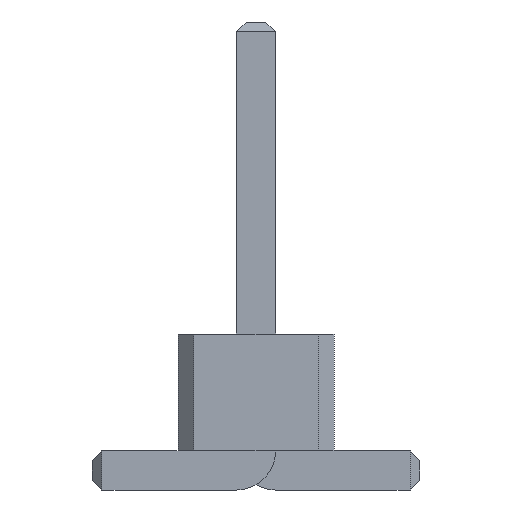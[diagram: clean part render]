
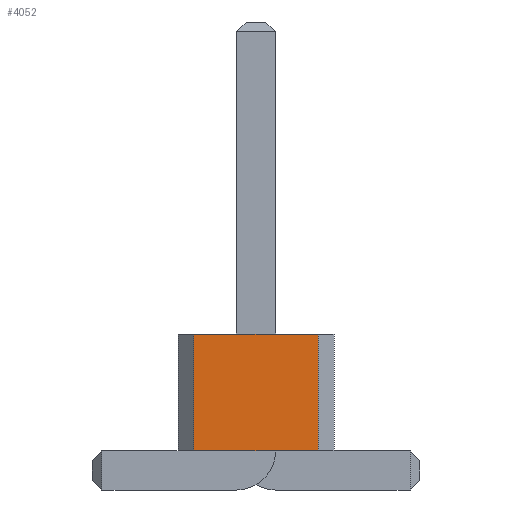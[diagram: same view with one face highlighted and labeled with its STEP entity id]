
A CAD part, front view. The second image highlights one B-rep face of the part: STEP entity #4052.
In plain terms, the highlighted planar face has unit normal (0, -1, 0).
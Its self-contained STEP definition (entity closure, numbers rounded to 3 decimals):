
#790 = VERTEX_POINT('',#791);
#791 = CARTESIAN_POINT('',(0.8,-14.,0.5));
#797 = EDGE_CURVE('',#798,#790,#800,.T.);
#798 = VERTEX_POINT('',#799);
#799 = CARTESIAN_POINT('',(-0.8,-14.,0.5));
#800 = LINE('',#801,#802);
#801 = CARTESIAN_POINT('',(-0.8,-14.,0.5));
#802 = VECTOR('',#803,1.);
#803 = DIRECTION('',(1.,0.,0.));
#1799 = VERTEX_POINT('',#1800);
#1800 = CARTESIAN_POINT('',(0.8,-14.,2.));
#1806 = EDGE_CURVE('',#1807,#1799,#1809,.T.);
#1807 = VERTEX_POINT('',#1808);
#1808 = CARTESIAN_POINT('',(-0.8,-14.,2.));
#1809 = LINE('',#1810,#1811);
#1810 = CARTESIAN_POINT('',(-0.8,-14.,2.));
#1811 = VECTOR('',#1812,1.);
#1812 = DIRECTION('',(1.,0.,0.));
#4041 = EDGE_CURVE('',#798,#1807,#4042,.T.);
#4042 = LINE('',#4043,#4044);
#4043 = CARTESIAN_POINT('',(-0.8,-14.,0.5));
#4044 = VECTOR('',#4045,1.);
#4045 = DIRECTION('',(0.,0.,1.));
#4052 = ADVANCED_FACE('',(#4053),#4064,.F.);
#4053 = FACE_BOUND('',#4054,.F.);
#4054 = EDGE_LOOP('',(#4055,#4056,#4057,#4063));
#4055 = ORIENTED_EDGE('',*,*,#4041,.T.);
#4056 = ORIENTED_EDGE('',*,*,#1806,.T.);
#4057 = ORIENTED_EDGE('',*,*,#4058,.F.);
#4058 = EDGE_CURVE('',#790,#1799,#4059,.T.);
#4059 = LINE('',#4060,#4061);
#4060 = CARTESIAN_POINT('',(0.8,-14.,0.5));
#4061 = VECTOR('',#4062,1.);
#4062 = DIRECTION('',(0.,0.,1.));
#4063 = ORIENTED_EDGE('',*,*,#797,.F.);
#4064 = PLANE('',#4065);
#4065 = AXIS2_PLACEMENT_3D('',#4066,#4067,#4068);
#4066 = CARTESIAN_POINT('',(-0.8,-14.,0.5));
#4067 = DIRECTION('',(0.,1.,0.));
#4068 = DIRECTION('',(1.,0.,0.));
